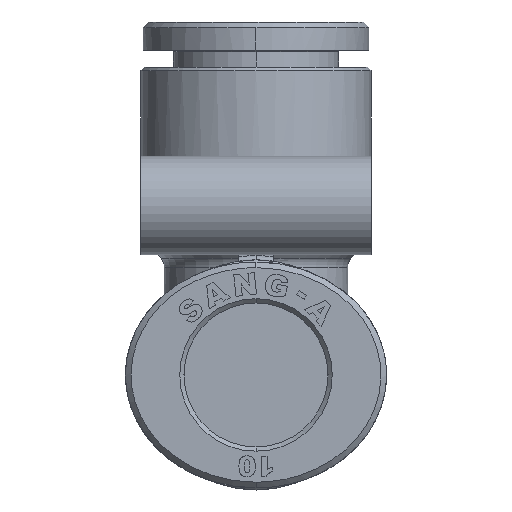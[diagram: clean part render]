
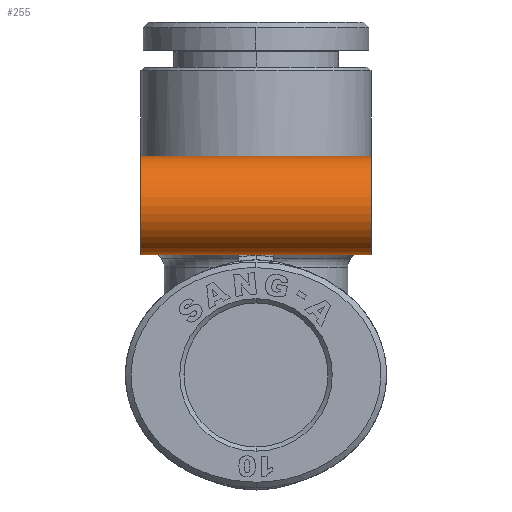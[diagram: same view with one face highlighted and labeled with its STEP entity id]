
A CAD part, left-side view. The second image highlights one B-rep face of the part: STEP entity #255.
In plain terms, the highlighted cylindrical face has radius 3.5 mm (diameter 7 mm), a partial arc.
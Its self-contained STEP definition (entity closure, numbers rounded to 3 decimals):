
#255 = ADVANCED_FACE ( 'NONE', ( #12242 ), #11175, .T. ) ;
#891 = CARTESIAN_POINT ( 'NONE',  ( 2.767, -1.25, -8.5 ) ) ;
#2412 = EDGE_CURVE ( 'NONE', #23989, #26982, #3117, .T. ) ;
#3117 = LINE ( 'NONE', #43625, #27837 ) ;
#3141 = CARTESIAN_POINT ( 'NONE',  ( 2.767, 8.15, -12. ) ) ;
#3306 = CIRCLE ( 'NONE', #4047, 3.5 ) ;
#4015 = VERTEX_POINT ( 'NONE', #23813 ) ;
#4047 = AXIS2_PLACEMENT_3D ( 'NONE', #17018, #33496, #33640 ) ;
#4805 = CARTESIAN_POINT ( 'NONE',  ( 2.767, 1.25, -8.5 ) ) ;
#7218 = VERTEX_POINT ( 'NONE', #34026 ) ;
#7603 = DIRECTION ( 'NONE',  ( 0., 1., 0. ) ) ;
#8203 = DIRECTION ( 'NONE',  ( 0., 1., 0. ) ) ;
#9365 = EDGE_CURVE ( 'NONE', #23989, #7218, #3306, .T. ) ;
#9592 = CARTESIAN_POINT ( 'NONE',  ( 2.767, 0., -8.5 ) ) ;
#10021 = EDGE_CURVE ( 'NONE', #29863, #10246, #33208, .T. ) ;
#10246 = VERTEX_POINT ( 'NONE', #20750 ) ;
#11175 = CYLINDRICAL_SURFACE ( 'NONE', #11253, 3.5 ) ;
#11253 = AXIS2_PLACEMENT_3D ( 'NONE', #38926, #8203, #32150 ) ;
#12242 = FACE_OUTER_BOUND ( 'NONE', #14347, .T. ) ;
#13934 = EDGE_CURVE ( 'NONE', #4015, #10246, #23966, .T. ) ;
#14347 = EDGE_LOOP ( 'NONE', ( #36910, #20775, #42519, #30738, #40124, #17222 ) ) ;
#15554 = VECTOR ( 'NONE', #19009, 1000. ) ;
#16782 = DIRECTION ( 'NONE',  ( 0., 0., 1. ) ) ;
#16977 = LINE ( 'NONE', #24119, #36441 ) ;
#17018 = CARTESIAN_POINT ( 'NONE',  ( 2.767, -8.15, -12. ) ) ;
#17222 = ORIENTED_EDGE ( 'NONE', *, *, #2412, .F. ) ;
#19009 = DIRECTION ( 'NONE',  ( 0., 1., 0. ) ) ;
#20750 = CARTESIAN_POINT ( 'NONE',  ( 2.767, 8.15, -8.5 ) ) ;
#20775 = ORIENTED_EDGE ( 'NONE', *, *, #26617, .T. ) ;
#23813 = CARTESIAN_POINT ( 'NONE',  ( 2.767, 8.15, -15.5 ) ) ;
#23966 = CIRCLE ( 'NONE', #24707, 3.5 ) ;
#23989 = VERTEX_POINT ( 'NONE', #39827 ) ;
#24119 = CARTESIAN_POINT ( 'NONE',  ( 2.767, 0., -8.5 ) ) ;
#24707 = AXIS2_PLACEMENT_3D ( 'NONE', #3141, #30191, #16782 ) ;
#26370 = VECTOR ( 'NONE', #39606, 1000. ) ;
#26617 = EDGE_CURVE ( 'NONE', #7218, #4015, #31903, .T. ) ;
#26982 = VERTEX_POINT ( 'NONE', #891 ) ;
#27364 = DIRECTION ( 'NONE',  ( 0., -1., 0. ) ) ;
#27837 = VECTOR ( 'NONE', #7603, 1000. ) ;
#28128 = EDGE_CURVE ( 'NONE', #29863, #26982, #16977, .T. ) ;
#28745 = CARTESIAN_POINT ( 'NONE',  ( 2.767, 0., -15.5 ) ) ;
#29863 = VERTEX_POINT ( 'NONE', #4805 ) ;
#30191 = DIRECTION ( 'NONE',  ( 0., -1., 0. ) ) ;
#30738 = ORIENTED_EDGE ( 'NONE', *, *, #10021, .F. ) ;
#31903 = LINE ( 'NONE', #28745, #15554 ) ;
#32150 = DIRECTION ( 'NONE',  ( 0., 0., 1. ) ) ;
#33208 = LINE ( 'NONE', #9592, #26370 ) ;
#33496 = DIRECTION ( 'NONE',  ( 0., 1., 0. ) ) ;
#33640 = DIRECTION ( 'NONE',  ( 0., 0., 1. ) ) ;
#34026 = CARTESIAN_POINT ( 'NONE',  ( 2.767, -8.15, -15.5 ) ) ;
#36441 = VECTOR ( 'NONE', #27364, 1000. ) ;
#36910 = ORIENTED_EDGE ( 'NONE', *, *, #9365, .T. ) ;
#38926 = CARTESIAN_POINT ( 'NONE',  ( 2.767, 0., -12. ) ) ;
#39606 = DIRECTION ( 'NONE',  ( 0., 1., 0. ) ) ;
#39827 = CARTESIAN_POINT ( 'NONE',  ( 2.767, -8.15, -8.5 ) ) ;
#40124 = ORIENTED_EDGE ( 'NONE', *, *, #28128, .T. ) ;
#42519 = ORIENTED_EDGE ( 'NONE', *, *, #13934, .T. ) ;
#43625 = CARTESIAN_POINT ( 'NONE',  ( 2.767, 0., -8.5 ) ) ;
